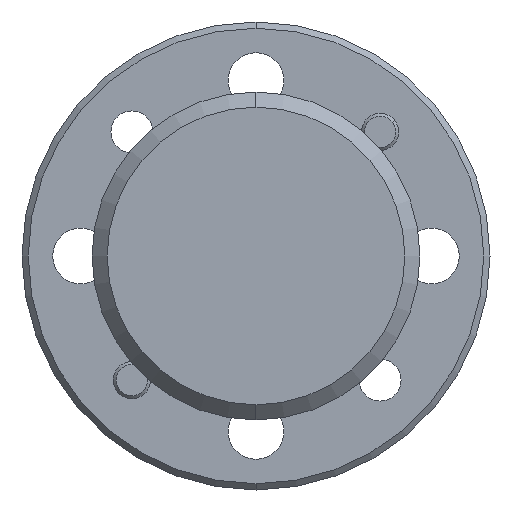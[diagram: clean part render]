
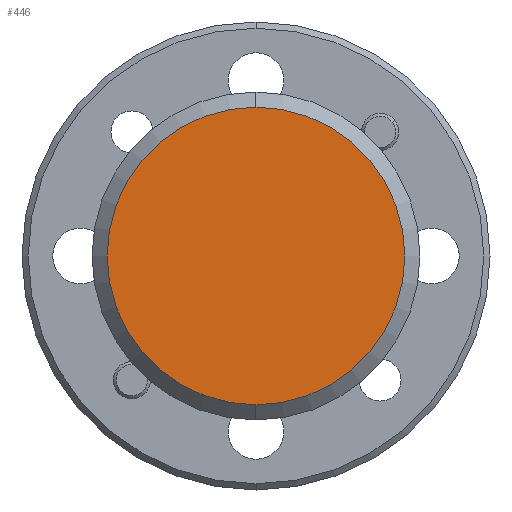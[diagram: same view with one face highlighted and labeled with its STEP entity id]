
A CAD part, left-side view. The second image highlights one B-rep face of the part: STEP entity #446.
In plain terms, the highlighted planar face has unit normal (-1, 0, 0).
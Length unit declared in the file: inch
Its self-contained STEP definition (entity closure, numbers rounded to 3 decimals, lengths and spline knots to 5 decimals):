
#190 = ORIENTED_EDGE ( 'NONE', *, *, #2061, .T. ) ;
#207 = VERTEX_POINT ( 'NONE', #244 ) ;
#221 = DIRECTION ( 'NONE',  ( 0., 0., 1. ) ) ;
#244 = CARTESIAN_POINT ( 'NONE',  ( -0.36615, 0.61635, 0.80439 ) ) ;
#356 = CARTESIAN_POINT ( 'NONE',  ( -0.36615, 0.61635, 0.56589 ) ) ;
#446 = ADVANCED_FACE ( 'NONE', ( #754 ), #2108, .T. ) ;
#751 = CIRCLE ( 'NONE', #1218, 0.2385 ) ;
#754 = FACE_OUTER_BOUND ( 'NONE', #1416, .T. ) ;
#800 = CARTESIAN_POINT ( 'NONE',  ( -0.36615, 0.88485, 0.56589 ) ) ;
#866 = CARTESIAN_POINT ( 'NONE',  ( -0.36615, 0.61635, 0.56589 ) ) ;
#948 = VERTEX_POINT ( 'NONE', #1326 ) ;
#1025 = DIRECTION ( 'NONE',  ( -1., 0., 0. ) ) ;
#1078 = ORIENTED_EDGE ( 'NONE', *, *, #2077, .T. ) ;
#1191 = DIRECTION ( 'NONE',  ( 0., 0., 1. ) ) ;
#1206 = DIRECTION ( 'NONE',  ( -1., 0., 0. ) ) ;
#1218 = AXIS2_PLACEMENT_3D ( 'NONE', #866, #1025, #1191 ) ;
#1326 = CARTESIAN_POINT ( 'NONE',  ( -0.36615, 0.61635, 0.32739 ) ) ;
#1416 = EDGE_LOOP ( 'NONE', ( #1078, #190 ) ) ;
#1436 = DIRECTION ( 'NONE',  ( -1., 0., 0. ) ) ;
#1449 = DIRECTION ( 'NONE',  ( 0., 0., 1. ) ) ;
#1773 = CIRCLE ( 'NONE', #2165, 0.2385 ) ;
#1817 = AXIS2_PLACEMENT_3D ( 'NONE', #800, #1436, #1449 ) ;
#2061 = EDGE_CURVE ( 'NONE', #207, #948, #1773, .T. ) ;
#2077 = EDGE_CURVE ( 'NONE', #948, #207, #751, .T. ) ;
#2108 = PLANE ( 'NONE',  #1817 ) ;
#2165 = AXIS2_PLACEMENT_3D ( 'NONE', #356, #1206, #221 ) ;
